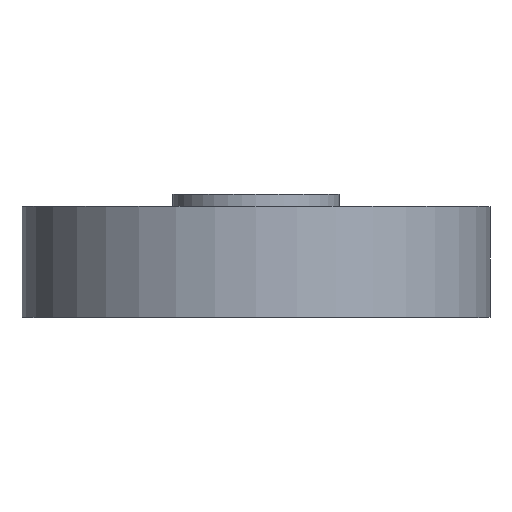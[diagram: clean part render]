
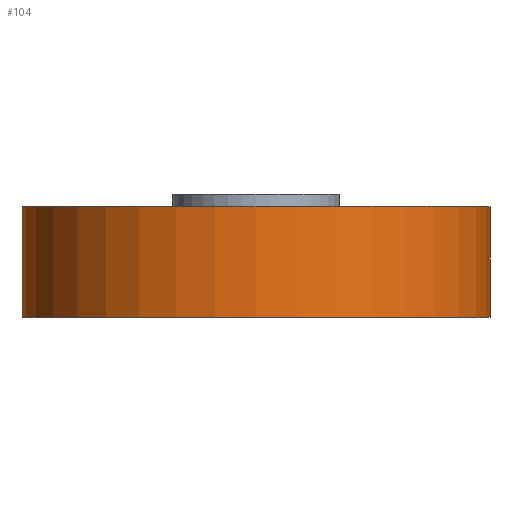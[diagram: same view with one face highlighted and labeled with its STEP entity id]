
A CAD part, top view. The second image highlights one B-rep face of the part: STEP entity #104.
In plain terms, the highlighted cylindrical face has radius 19 mm (diameter 38 mm), a full revolution.
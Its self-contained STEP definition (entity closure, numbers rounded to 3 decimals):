
#104 = ADVANCED_FACE( '', ( #183, #184 ), #185, .T. );
#183 = FACE_OUTER_BOUND( '', #271, .T. );
#184 = FACE_OUTER_BOUND( '', #272, .T. );
#185 = CYLINDRICAL_SURFACE( '', #273, 19. );
#271 = EDGE_LOOP( '', ( #347 ) );
#272 = EDGE_LOOP( '', ( #348 ) );
#273 = AXIS2_PLACEMENT_3D( '', #349, #350, #351 );
#347 = ORIENTED_EDGE( '', *, *, #460, .T. );
#348 = ORIENTED_EDGE( '', *, *, #461, .T. );
#349 = CARTESIAN_POINT( '', ( 0., 10., 0. ) );
#350 = DIRECTION( '', ( 0., 1., 0. ) );
#351 = DIRECTION( '', ( 0., 0., -1. ) );
#460 = EDGE_CURVE( '', #497, #497, #498, .T. );
#461 = EDGE_CURVE( '', #499, #499, #500, .T. );
#497 = VERTEX_POINT( '', #552 );
#498 = CIRCLE( '', #553, 19. );
#499 = VERTEX_POINT( '', #554 );
#500 = CIRCLE( '', #555, 19. );
#552 = CARTESIAN_POINT( '', ( 19., 9., 0. ) );
#553 = AXIS2_PLACEMENT_3D( '', #606, #607, #608 );
#554 = CARTESIAN_POINT( '', ( 19., 0., 0. ) );
#555 = AXIS2_PLACEMENT_3D( '', #609, #610, #611 );
#606 = CARTESIAN_POINT( '', ( 0., 9., 0. ) );
#607 = DIRECTION( '', ( 0., -1., 0. ) );
#608 = DIRECTION( '', ( 1., 0., 0. ) );
#609 = CARTESIAN_POINT( '', ( 0., 0., 0. ) );
#610 = DIRECTION( '', ( 0., 1., 0. ) );
#611 = DIRECTION( '', ( 1., 0., 0. ) );
